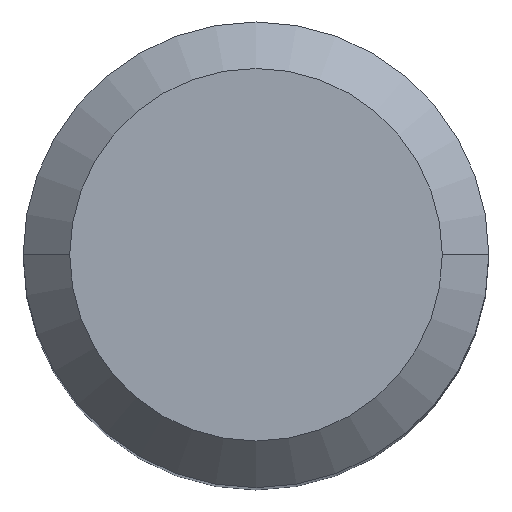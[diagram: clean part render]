
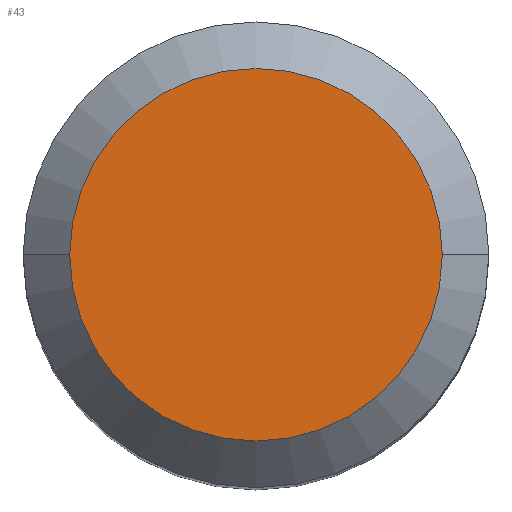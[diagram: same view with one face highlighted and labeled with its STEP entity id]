
A CAD part, top view. The second image highlights one B-rep face of the part: STEP entity #43.
In plain terms, the highlighted planar face has unit normal (0, 0, 1).
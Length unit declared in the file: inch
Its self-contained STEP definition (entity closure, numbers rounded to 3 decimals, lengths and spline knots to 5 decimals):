
#7 = EDGE_CURVE ( 'NONE', #82, #47, #271, .T. ) ;
#43 = ADVANCED_FACE ( 'NONE', ( #394 ), #216, .F. ) ;
#47 = VERTEX_POINT ( 'NONE', #212 ) ;
#57 = AXIS2_PLACEMENT_3D ( 'NONE', #168, #305, #468 ) ;
#82 = VERTEX_POINT ( 'NONE', #201 ) ;
#93 = EDGE_CURVE ( 'NONE', #47, #82, #118, .T. ) ;
#112 = CARTESIAN_POINT ( 'NONE',  ( 0., 0., 0. ) ) ;
#118 = CIRCLE ( 'NONE', #57, 0.25196 ) ;
#120 = EDGE_LOOP ( 'NONE', ( #245, #248 ) ) ;
#143 = DIRECTION ( 'NONE',  ( 1., 0., 0. ) ) ;
#168 = CARTESIAN_POINT ( 'NONE',  ( 0., 0., 0. ) ) ;
#177 = CARTESIAN_POINT ( 'NONE',  ( 0., 0., 0. ) ) ;
#201 = CARTESIAN_POINT ( 'NONE',  ( 0.25196, 0., 0. ) ) ;
#212 = CARTESIAN_POINT ( 'NONE',  ( -0.25196, 0., 0. ) ) ;
#216 = PLANE ( 'NONE',  #375 ) ;
#245 = ORIENTED_EDGE ( 'NONE', *, *, #93, .T. ) ;
#248 = ORIENTED_EDGE ( 'NONE', *, *, #7, .T. ) ;
#251 = DIRECTION ( 'NONE',  ( 0., 0., 1. ) ) ;
#271 = CIRCLE ( 'NONE', #388, 0.25196 ) ;
#305 = DIRECTION ( 'NONE',  ( 0., 0., 1. ) ) ;
#362 = DIRECTION ( 'NONE',  ( -1., 0., 0. ) ) ;
#375 = AXIS2_PLACEMENT_3D ( 'NONE', #177, #397, #362 ) ;
#388 = AXIS2_PLACEMENT_3D ( 'NONE', #112, #251, #143 ) ;
#394 = FACE_OUTER_BOUND ( 'NONE', #120, .T. ) ;
#397 = DIRECTION ( 'NONE',  ( 0., 0., -1. ) ) ;
#468 = DIRECTION ( 'NONE',  ( 1., 0., 0. ) ) ;
